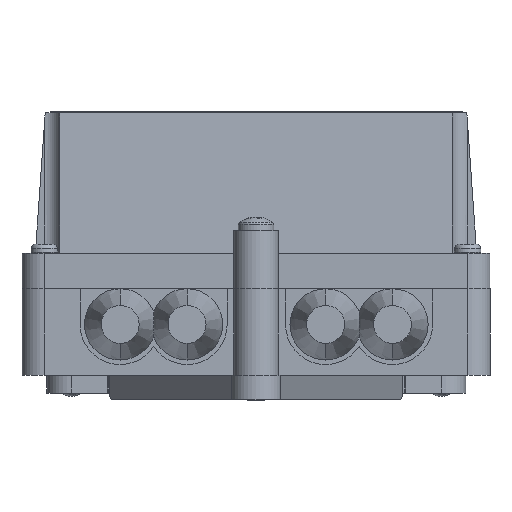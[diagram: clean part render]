
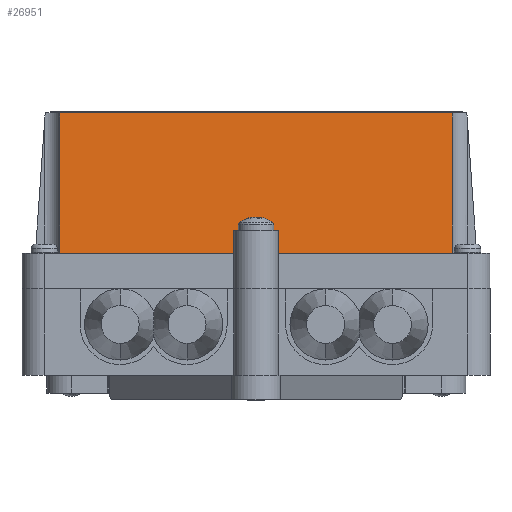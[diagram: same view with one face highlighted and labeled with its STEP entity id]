
A CAD part, front view. The second image highlights one B-rep face of the part: STEP entity #26951.
In plain terms, the highlighted planar face has unit normal (0, -0.998, 0.07).
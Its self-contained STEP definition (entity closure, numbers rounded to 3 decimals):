
#229 = DIRECTION ( 'NONE',  ( -1., 0., 0. ) ) ;
#750 = LINE ( 'NONE', #14944, #55244 ) ;
#1822 = CARTESIAN_POINT ( 'NONE',  ( 44.829, -21.964, 28.601 ) ) ;
#1867 = CARTESIAN_POINT ( 'NONE',  ( -43.177, -21.762, 31.5 ) ) ;
#2063 = ORIENTED_EDGE ( 'NONE', *, *, #32184, .T. ) ;
#2497 = ORIENTED_EDGE ( 'NONE', *, *, #47643, .F. ) ;
#3273 = DIRECTION ( 'NONE',  ( 0., -0.07, -0.998 ) ) ;
#3314 = LINE ( 'NONE', #8884, #13434 ) ;
#3373 = EDGE_CURVE ( 'NONE', #45238, #46728, #11860, .T. ) ;
#4220 = VERTEX_POINT ( 'NONE', #30970 ) ;
#4353 = DIRECTION ( 'NONE',  ( 1., 0., 0. ) ) ;
#4402 = ORIENTED_EDGE ( 'NONE', *, *, #16442, .T. ) ;
#4756 = VERTEX_POINT ( 'NONE', #49800 ) ;
#4910 = VECTOR ( 'NONE', #44075, 1000. ) ;
#5790 = VERTEX_POINT ( 'NONE', #1867 ) ;
#5822 = CARTESIAN_POINT ( 'NONE',  ( 44.829, -23.964, 0. ) ) ;
#7816 = ORIENTED_EDGE ( 'NONE', *, *, #32905, .F. ) ;
#8409 = EDGE_LOOP ( 'NONE', ( #2497, #55279, #2063, #53025, #35477, #4402, #10951, #7816, #31388, #52171 ) ) ;
#8540 = VECTOR ( 'NONE', #31611, 1000. ) ;
#8884 = CARTESIAN_POINT ( 'NONE',  ( 48.329, -23.615, 5. ) ) ;
#9876 = LINE ( 'NONE', #5822, #8540 ) ;
#10419 = DIRECTION ( 'NONE',  ( 0., -0.07, -0.998 ) ) ;
#10951 = ORIENTED_EDGE ( 'NONE', *, *, #3373, .T. ) ;
#11148 = CARTESIAN_POINT ( 'NONE',  ( -4.171, -23.964, 0. ) ) ;
#11830 = CARTESIAN_POINT ( 'NONE',  ( 44.829, -21.964, 28.601 ) ) ;
#11860 = LINE ( 'NONE', #51170, #21971 ) ;
#12706 = VERTEX_POINT ( 'NONE', #44755 ) ;
#13434 = VECTOR ( 'NONE', #229, 1000. ) ;
#14054 = PLANE ( 'NONE',  #44909 ) ;
#14412 = FACE_OUTER_BOUND ( 'NONE', #8409, .T. ) ;
#14944 = CARTESIAN_POINT ( 'NONE',  ( -43.171, -23.964, 0. ) ) ;
#15988 = EDGE_CURVE ( 'NONE', #4756, #16509, #750, .T. ) ;
#16199 = LINE ( 'NONE', #47144, #39056 ) ;
#16442 = EDGE_CURVE ( 'NONE', #20775, #45238, #16199, .T. ) ;
#16509 = VERTEX_POINT ( 'NONE', #37207 ) ;
#16561 = EDGE_CURVE ( 'NONE', #4220, #45412, #55200, .T. ) ;
#17868 = VERTEX_POINT ( 'NONE', #11830 ) ;
#18956 = CARTESIAN_POINT ( 'NONE',  ( 44.835, -21.762, 31.5 ) ) ;
#19518 = DIRECTION ( 'NONE',  ( 0., 0.07, 0.998 ) ) ;
#20142 = CARTESIAN_POINT ( 'NONE',  ( -43.177, -21.762, 31.5 ) ) ;
#20775 = VERTEX_POINT ( 'NONE', #42792 ) ;
#20914 = VECTOR ( 'NONE', #10419, 1000. ) ;
#21971 = VECTOR ( 'NONE', #48722, 1000. ) ;
#22708 = DIRECTION ( 'NONE',  ( 0., -0.998, 0.07 ) ) ;
#23262 = CARTESIAN_POINT ( 'NONE',  ( 44.831, -21.829, 30.535 ) ) ;
#26756 = LINE ( 'NONE', #30164, #38193 ) ;
#26951 = ADVANCED_FACE ( 'NONE', ( #14412 ), #14054, .T. ) ;
#27584 = CARTESIAN_POINT ( 'NONE',  ( 44.829, -21.897, 29.568 ) ) ;
#30164 = CARTESIAN_POINT ( 'NONE',  ( -48.671, -23.964, 0. ) ) ;
#30970 = CARTESIAN_POINT ( 'NONE',  ( -4.171, -23.615, 5. ) ) ;
#31388 = ORIENTED_EDGE ( 'NONE', *, *, #34956, .F. ) ;
#31611 = DIRECTION ( 'NONE',  ( 0., -0.07, -0.998 ) ) ;
#32184 = EDGE_CURVE ( 'NONE', #4756, #45412, #26756, .T. ) ;
#32557 = CARTESIAN_POINT ( 'NONE',  ( -43.171, -21.897, 29.568 ) ) ;
#32905 = EDGE_CURVE ( 'NONE', #17868, #46728, #9876, .T. ) ;
#33869 = EDGE_CURVE ( 'NONE', #5790, #12706, #50633, .T. ) ;
#34956 = EDGE_CURVE ( 'NONE', #12706, #17868, #44512, .T. ) ;
#35477 = ORIENTED_EDGE ( 'NONE', *, *, #45626, .F. ) ;
#35775 = CARTESIAN_POINT ( 'NONE',  ( 5.829, -23.964, 0. ) ) ;
#37207 = CARTESIAN_POINT ( 'NONE',  ( -43.171, -21.964, 28.601 ) ) ;
#38193 = VECTOR ( 'NONE', #4353, 1000. ) ;
#39056 = VECTOR ( 'NONE', #3273, 1000. ) ;
#39714 = CARTESIAN_POINT ( 'NONE',  ( 0., -21.762, 31.5 ) ) ;
#41501 = CARTESIAN_POINT ( 'NONE',  ( -43.171, -21.964, 28.601 ) ) ;
#42792 = CARTESIAN_POINT ( 'NONE',  ( 5.829, -23.615, 5. ) ) ;
#44075 = DIRECTION ( 'NONE',  ( 1., 0., 0. ) ) ;
#44140 = CARTESIAN_POINT ( 'NONE',  ( -48.671, -23.964, 0. ) ) ;
#44512 =( BOUNDED_CURVE ( )  B_SPLINE_CURVE ( 3, ( #18956, #23262, #27584, #1822 ),
 .UNSPECIFIED., .F., .F. ) 
 B_SPLINE_CURVE_WITH_KNOTS ( ( 4, 4 ),
 ( 4.654, 4.712 ),
 .UNSPECIFIED. ) 
 CURVE ( )  GEOMETRIC_REPRESENTATION_ITEM ( )  RATIONAL_B_SPLINE_CURVE ( ( 1., 1., 1., 1. ) ) 
 REPRESENTATION_ITEM ( '' )  );
#44755 = CARTESIAN_POINT ( 'NONE',  ( 44.835, -21.762, 31.5 ) ) ;
#44909 = AXIS2_PLACEMENT_3D ( 'NONE', #44140, #22708, #52766 ) ;
#45238 = VERTEX_POINT ( 'NONE', #35775 ) ;
#45412 = VERTEX_POINT ( 'NONE', #11148 ) ;
#45626 = EDGE_CURVE ( 'NONE', #20775, #4220, #3314, .T. ) ;
#45820 = CARTESIAN_POINT ( 'NONE',  ( -43.173, -21.829, 30.535 ) ) ;
#46728 = VERTEX_POINT ( 'NONE', #47655 ) ;
#47144 = CARTESIAN_POINT ( 'NONE',  ( 5.829, -24.555, -8.448 ) ) ;
#47514 = CARTESIAN_POINT ( 'NONE',  ( -4.171, -23.964, 0. ) ) ;
#47643 = EDGE_CURVE ( 'NONE', #16509, #5790, #53844, .T. ) ;
#47655 = CARTESIAN_POINT ( 'NONE',  ( 44.829, -23.964, 0. ) ) ;
#48722 = DIRECTION ( 'NONE',  ( 1., 0., 0. ) ) ;
#49800 = CARTESIAN_POINT ( 'NONE',  ( -43.171, -23.964, 0. ) ) ;
#50633 = LINE ( 'NONE', #39714, #4910 ) ;
#51170 = CARTESIAN_POINT ( 'NONE',  ( -48.671, -23.964, 0. ) ) ;
#52171 = ORIENTED_EDGE ( 'NONE', *, *, #33869, .F. ) ;
#52766 = DIRECTION ( 'NONE',  ( 0., -0.07, -0.998 ) ) ;
#53025 = ORIENTED_EDGE ( 'NONE', *, *, #16561, .F. ) ;
#53844 =( BOUNDED_CURVE ( )  B_SPLINE_CURVE ( 3, ( #41501, #32557, #45820, #20142 ),
 .UNSPECIFIED., .F., .F. ) 
 B_SPLINE_CURVE_WITH_KNOTS ( ( 4, 4 ),
 ( 1.571, 1.629 ),
 .UNSPECIFIED. ) 
 CURVE ( )  GEOMETRIC_REPRESENTATION_ITEM ( )  RATIONAL_B_SPLINE_CURVE ( ( 1., 1., 1., 1. ) ) 
 REPRESENTATION_ITEM ( '' )  );
#55200 = LINE ( 'NONE', #47514, #20914 ) ;
#55244 = VECTOR ( 'NONE', #19518, 1000. ) ;
#55279 = ORIENTED_EDGE ( 'NONE', *, *, #15988, .F. ) ;
